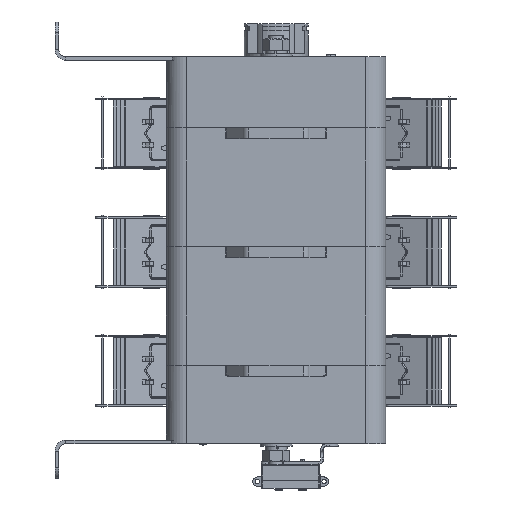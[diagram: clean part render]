
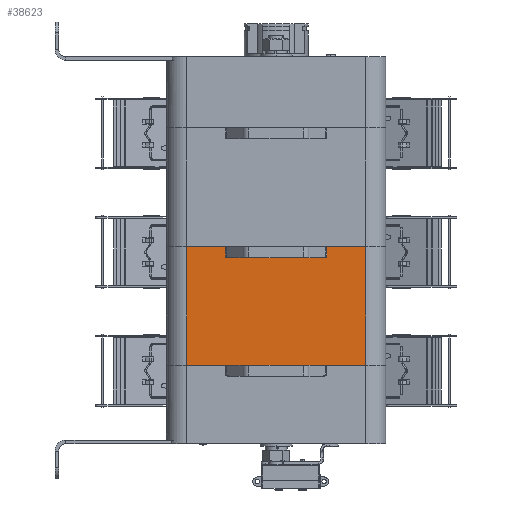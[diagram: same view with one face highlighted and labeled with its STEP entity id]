
A CAD part, front view. The second image highlights one B-rep face of the part: STEP entity #38623.
In plain terms, the highlighted planar face has unit normal (0, -1, 0).
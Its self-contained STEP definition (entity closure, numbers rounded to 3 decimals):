
#38174 = VERTEX_POINT ( 'NONE', #76342 ) ;
#38187 = VERTEX_POINT ( 'NONE', #76385 ) ;
#38192 = EDGE_CURVE ( 'NONE', #38187, #38174, #76374, .T. ) ;
#38428 = EDGE_CURVE ( 'NONE', #38429, #38493, #76810, .T. ) ;
#38429 = VERTEX_POINT ( 'NONE', #76806 ) ;
#38493 = VERTEX_POINT ( 'NONE', #76940 ) ;
#38584 = VERTEX_POINT ( 'NONE', #77085 ) ;
#38589 = EDGE_CURVE ( 'NONE', #38590, #38584, #77078, .T. ) ;
#38590 = VERTEX_POINT ( 'NONE', #77074 ) ;
#38595 = EDGE_LOOP ( 'NONE', ( #38626, #38630, #38634, #38636, #38642, #38649, #38850, #38853 ) ) ;
#38623 = ADVANCED_FACE ( 'NONE', ( #77135 ), #77140, .F. ) ;
#38626 = ORIENTED_EDGE ( 'NONE', *, *, #38589, .T. ) ;
#38630 = ORIENTED_EDGE ( 'NONE', *, *, #38632, .F. ) ;
#38632 = EDGE_CURVE ( 'NONE', #38493, #38584, #77180, .T. ) ;
#38634 = ORIENTED_EDGE ( 'NONE', *, *, #38428, .F. ) ;
#38636 = ORIENTED_EDGE ( 'NONE', *, *, #38638, .F. ) ;
#38638 = EDGE_CURVE ( 'NONE', #38639, #38429, #77172, .T. ) ;
#38639 = VERTEX_POINT ( 'NONE', #77168 ) ;
#38642 = ORIENTED_EDGE ( 'NONE', *, *, #38644, .T. ) ;
#38644 = EDGE_CURVE ( 'NONE', #38639, #38647, #77227, .T. ) ;
#38647 = VERTEX_POINT ( 'NONE', #77223 ) ;
#38649 = ORIENTED_EDGE ( 'NONE', *, *, #38780, .F. ) ;
#38780 = EDGE_CURVE ( 'NONE', #38174, #38647, #77447, .T. ) ;
#38850 = ORIENTED_EDGE ( 'NONE', *, *, #38192, .F. ) ;
#38853 = ORIENTED_EDGE ( 'NONE', *, *, #38986, .F. ) ;
#38986 = EDGE_CURVE ( 'NONE', #38590, #38187, #77797, .T. ) ;
#76342 = CARTESIAN_POINT ( 'NONE',  ( -54.125, -57.277, 101.385 ) ) ;
#76371 = DIRECTION ( 'NONE',  ( 0., 0., -1. ) ) ;
#76372 = VECTOR ( 'NONE', #76371, 1000. ) ;
#76373 = CARTESIAN_POINT ( 'NONE',  ( -54.125, -57.277, 107.185 ) ) ;
#76374 = LINE ( 'NONE', #76373, #76372 ) ;
#76385 = CARTESIAN_POINT ( 'NONE',  ( -54.125, -57.277, 107.185 ) ) ;
#76806 = CARTESIAN_POINT ( 'NONE',  ( 22.475, -57.277, 107.185 ) ) ;
#76807 = DIRECTION ( 'NONE',  ( 0., 0., -1. ) ) ;
#76808 = VECTOR ( 'NONE', #76807, 1000. ) ;
#76809 = CARTESIAN_POINT ( 'NONE',  ( 22.475, -57.277, 74.185 ) ) ;
#76810 = LINE ( 'NONE', #76809, #76808 ) ;
#76940 = CARTESIAN_POINT ( 'NONE',  ( 22.475, -57.277, 42.185 ) ) ;
#77074 = CARTESIAN_POINT ( 'NONE',  ( -75.525, -57.277, 107.185 ) ) ;
#77075 = DIRECTION ( 'NONE',  ( 0., 0., -1. ) ) ;
#77076 = VECTOR ( 'NONE', #77075, 1000. ) ;
#77077 = CARTESIAN_POINT ( 'NONE',  ( -75.525, -57.277, 74.185 ) ) ;
#77078 = LINE ( 'NONE', #77077, #77076 ) ;
#77085 = CARTESIAN_POINT ( 'NONE',  ( -75.525, -57.277, 42.185 ) ) ;
#77135 = FACE_OUTER_BOUND ( 'NONE', #38595, .T. ) ;
#77140 = PLANE ( 'NONE',  #77199 ) ;
#77168 = CARTESIAN_POINT ( 'NONE',  ( 1.075, -57.277, 107.185 ) ) ;
#77169 = DIRECTION ( 'NONE',  ( 1., 0., 0. ) ) ;
#77170 = VECTOR ( 'NONE', #77169, 1000. ) ;
#77171 = CARTESIAN_POINT ( 'NONE',  ( 1.075, -57.277, 107.185 ) ) ;
#77172 = LINE ( 'NONE', #77171, #77170 ) ;
#77177 = DIRECTION ( 'NONE',  ( -1., 0., 0. ) ) ;
#77178 = VECTOR ( 'NONE', #77177, 1000. ) ;
#77179 = CARTESIAN_POINT ( 'NONE',  ( -75.525, -57.277, 42.185 ) ) ;
#77180 = LINE ( 'NONE', #77179, #77178 ) ;
#77196 = DIRECTION ( 'NONE',  ( -1., 0., 0. ) ) ;
#77197 = DIRECTION ( 'NONE',  ( 0., 1., 0. ) ) ;
#77198 = CARTESIAN_POINT ( 'NONE',  ( -75.525, -57.277, 74.185 ) ) ;
#77199 = AXIS2_PLACEMENT_3D ( 'NONE', #77198, #77197, #77196 ) ;
#77223 = CARTESIAN_POINT ( 'NONE',  ( 1.075, -57.277, 101.385 ) ) ;
#77224 = DIRECTION ( 'NONE',  ( 0., 0., -1. ) ) ;
#77225 = VECTOR ( 'NONE', #77224, 1000. ) ;
#77226 = CARTESIAN_POINT ( 'NONE',  ( 1.075, -57.277, 107.185 ) ) ;
#77227 = LINE ( 'NONE', #77226, #77225 ) ;
#77444 = DIRECTION ( 'NONE',  ( 1., 0., 0. ) ) ;
#77445 = VECTOR ( 'NONE', #77444, 1000. ) ;
#77446 = CARTESIAN_POINT ( 'NONE',  ( -75.525, -57.277, 101.385 ) ) ;
#77447 = LINE ( 'NONE', #77446, #77445 ) ;
#77794 = DIRECTION ( 'NONE',  ( 1., 0., 0. ) ) ;
#77795 = VECTOR ( 'NONE', #77794, 1000. ) ;
#77796 = CARTESIAN_POINT ( 'NONE',  ( -75.525, -57.277, 107.185 ) ) ;
#77797 = LINE ( 'NONE', #77796, #77795 ) ;
